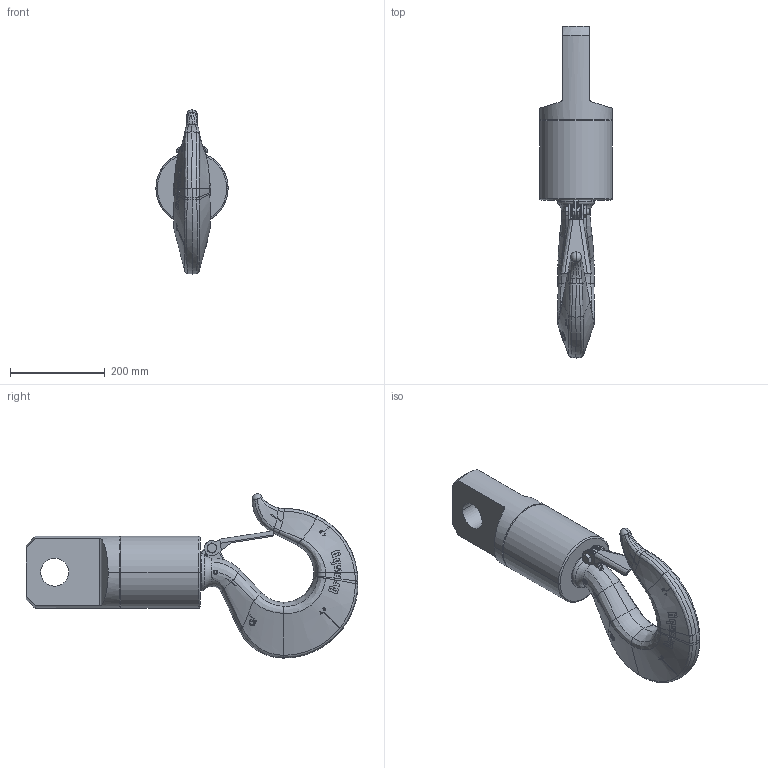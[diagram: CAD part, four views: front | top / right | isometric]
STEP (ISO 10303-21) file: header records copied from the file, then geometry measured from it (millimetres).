
FILE_DESCRIPTION((''),'2;1');
FILE_NAME('PRT0001','2005-09-16T',('ADoughty'),('The Crosby Group, Inc.'),'PRO/ENGINEER BY PARAMETRIC TECHNOLOGY CORPORATION, 2004090','PRO/ENGINEER BY PARAMETRIC TECHNOLOGY CORPORATION, 2004090','');
FILE_SCHEMA(('CONFIG_CONTROL_DESIGN'));
Length unit declared in the file: inch
Products named in the file (1): PRT0001
Bounding box: 152.4 x 699.55 x 346.19 mm (x, y, z)
Volume: 7620563.8 mm3; surface area: 379105.9 mm2
Topology: 1 solids, 1 shells, 503 faces, 1295 edges, 811 vertices
Faces by surface type: plane 199, bspline 150, extrusion 61, cylinder 47, torus 30, cone 14, sphere 2
Entity records: 30079 total; most frequent: CARTESIAN_POINT 19788, ORIENTED_EDGE 2574, DIRECTION 1293, EDGE_CURVE 1287, B_SPLINE_CURVE_WITH_KNOTS 844, VERTEX_POINT 808, EDGE_LOOP 543, FACE_OUTER_BOUND 502
